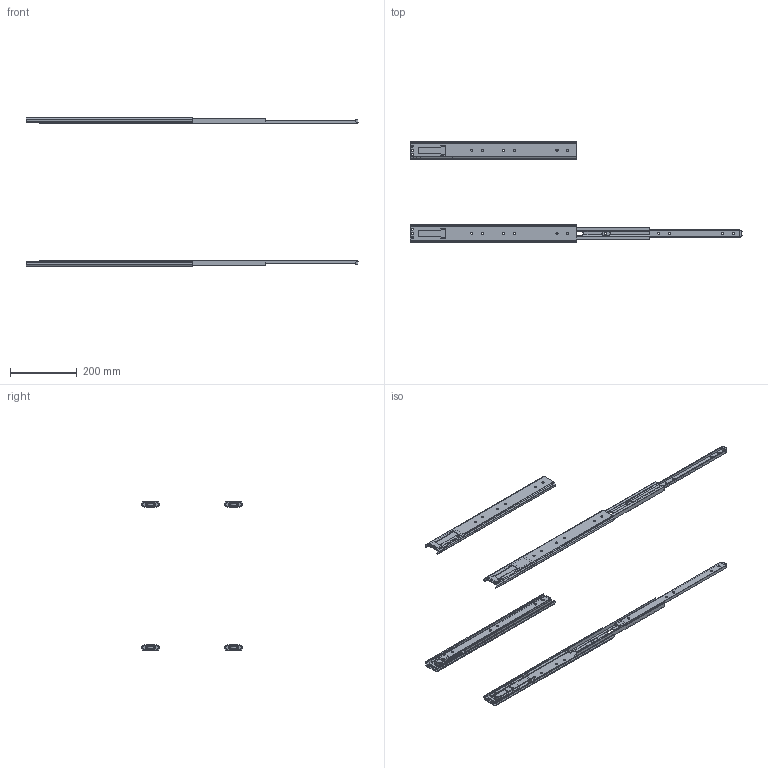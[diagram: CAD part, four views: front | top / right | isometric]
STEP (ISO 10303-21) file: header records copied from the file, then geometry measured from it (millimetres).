
FILE_DESCRIPTION((''),'2;1');
FILE_NAME('5417-0050EC.stp','2013-11-21T14:09:47',('kchown'),(''),'Autodesk Inventor 2012','Autodesk Inventor 2012','');
FILE_SCHEMA(('AUTOMOTIVE_DESIGN { 1 0 10303 214 1 1 1 1 }'));
Length unit declared in the file: millimetre
Products named in the file (5): 5417-0050EC; 5417-0050EC Outer Member open position; 5417-0050EC Inter; 5417-0050EC Inner Member; 5417-0050EC Outer Member closed position
Assembly tree (12 placements, depth 2):
  5417-0050EC
    5417-0050EC Outer Member open position  x2
    5417-0050EC Inter  x4
    5417-0050EC Inner Member  x4
    5417-0050EC Outer Member closed position  x2
Bounding box: 998.46 x 303.96 x 450 mm (x, y, z)
Volume: 721250.7 mm3; surface area: 660860.2 mm2
Topology: 12 solids, 12 shells, 940 faces, 2832 edges, 1876 vertices
Faces by surface type: plane 750, cylinder 190
Full cylindrical faces by diameter (mm): 6.6 x56
Entity records: 13192 total; most frequent: CARTESIAN_POINT 2270, ORIENTED_EDGE 2236, DIRECTION 2132, EDGE_CURVE 1118, VECTOR 916, LINE 916, VERTEX_POINT 746, AXIS2_PLACEMENT_3D 608
